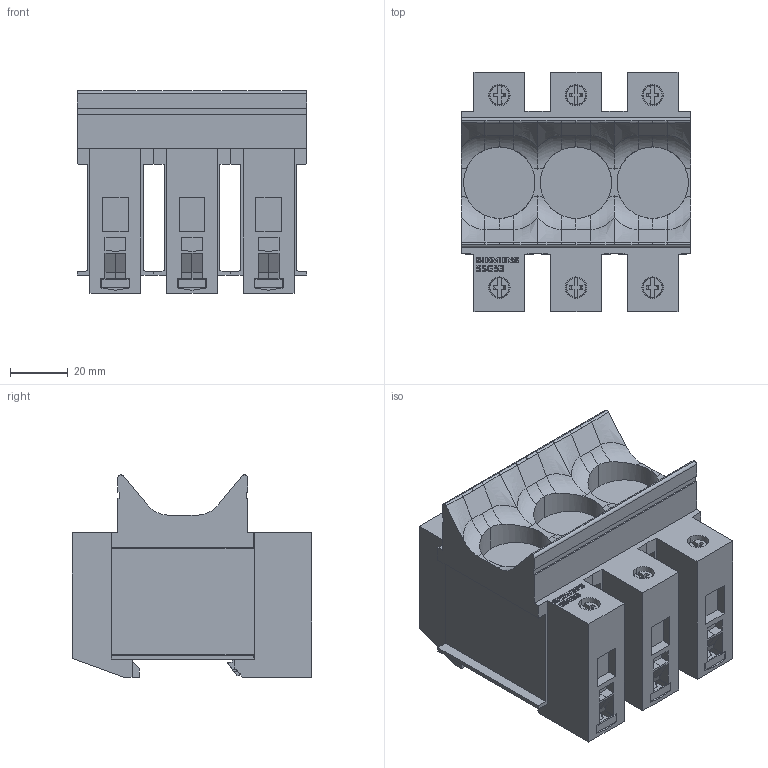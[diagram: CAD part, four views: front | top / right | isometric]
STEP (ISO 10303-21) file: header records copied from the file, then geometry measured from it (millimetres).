
FILE_DESCRIPTION(('STEP AP214'),'1');
FILE_NAME('cctmp_02348690-98FD-4403-9736-7A070E5039CE_2023_07_21_23_25_33_0974..stp','2023-07-21T21:25:34',('SIEMENS A&D'),('CADClick - www.CADClick.com'),'Spatial InterOp 3D postprocessed',' ','unknown authorization');
FILE_SCHEMA(('AUTOMOTIVE_DESIGN'));
Length unit declared in the file: millimetre
Products named in the file (1): 2023_07_21_23_25_33_0951
Bounding box: 79.8 x 83.2 x 70.2 mm (x, y, z)
Volume: 237217 mm3; surface area: 61669 mm2
Topology: 1 solids, 4 shells, 832 faces, 2276 edges, 1502 vertices
Faces by surface type: plane 666, bspline 72, cylinder 59, extrusion 23, cone 12
Entity records: 32392 total; most frequent: CARTESIAN_POINT 9208, ORIENTED_EDGE 4552, DIRECTION 3747, EDGE_CURVE 2276, VECTOR 1867, LINE 1844, VERTEX_POINT 1502, AXIS2_PLACEMENT_3D 940
